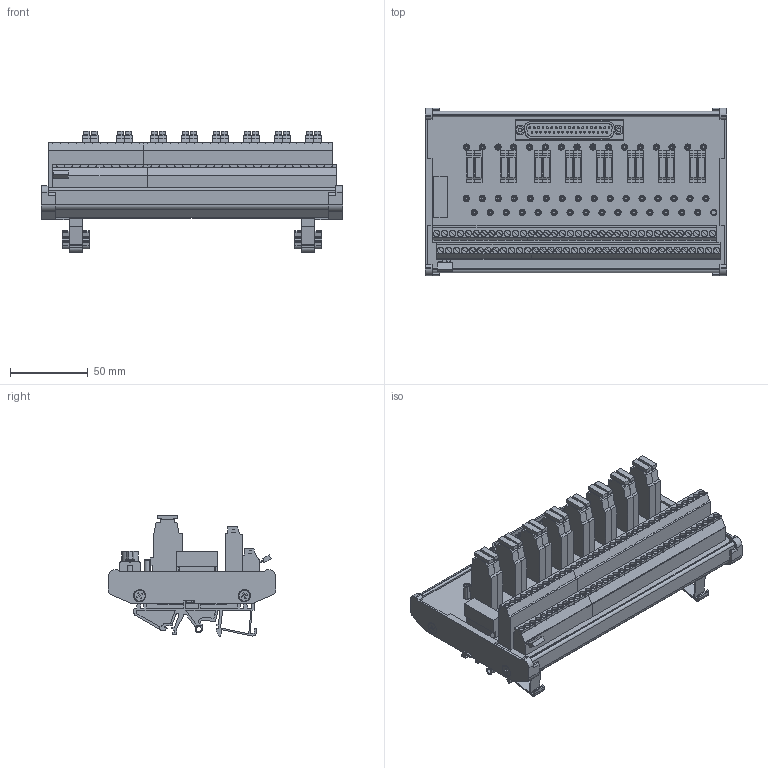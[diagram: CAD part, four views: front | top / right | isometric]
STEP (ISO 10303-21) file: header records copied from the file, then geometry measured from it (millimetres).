
FILE_DESCRIPTION(('CATIA V5R22 STEP214','CAx-IF Rec.Pracs.--- Model Styling and Organization---1.4--- 2014-01-23'),'2;1');
FILE_NAME ('034108-1_0', '2021-11-04T07:35:09+00:00', ('Weidmueller Interface'), ('Weidmueller'), 'CATIA Version 5-6 Release 2016 SP3 HF44', 'CATIA V5 STEP AP214', 'none');
FILE_SCHEMA(('AUTOMOTIVE_DESIGN { 1 0 10303 214 1 1 1 1 }'));
Products named in the file (1): 9448120000_RS 16AIO I-M-DP SD S
Bounding box: 194.5 x 108.2 x 78.45 mm (x, y, z)
Volume: 283015.3 mm3; surface area: 195207.9 mm2
Topology: 1 solids, 3 shells, 3277 faces, 9552 edges, 6640 vertices
Faces by surface type: plane 2006, cylinder 1246, bspline 19, torus 6
Entity records: 127315 total; most frequent: CARTESIAN_POINT 39199, ORIENTED_EDGE 19104, DIRECTION 14537, EDGE_CURVE 9552, VERTEX_POINT 6640, VECTOR 5762, LINE 5762, AXIS2_PLACEMENT_3D 5518
